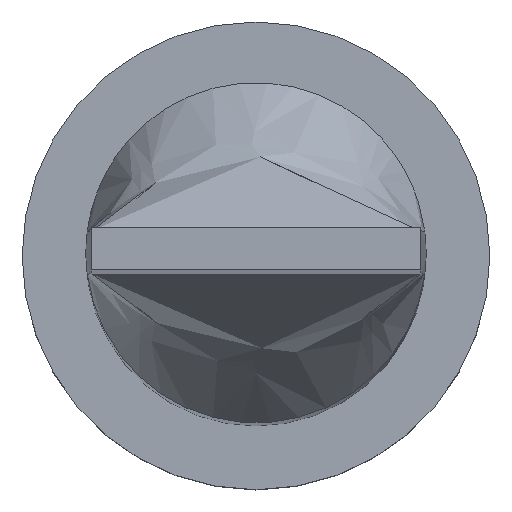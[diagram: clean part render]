
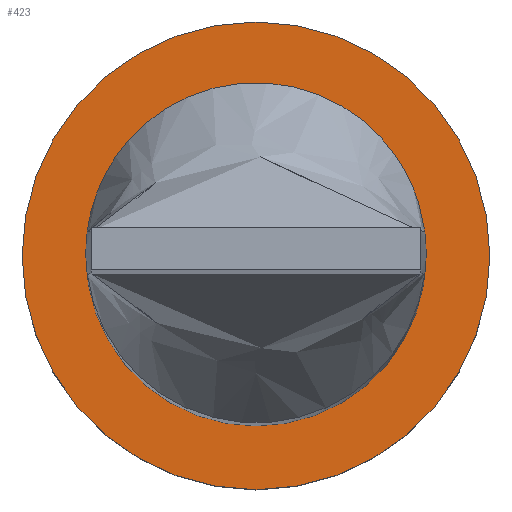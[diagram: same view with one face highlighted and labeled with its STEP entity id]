
A CAD part, top view. The second image highlights one B-rep face of the part: STEP entity #423.
In plain terms, the highlighted planar face has unit normal (0, 0, 1).
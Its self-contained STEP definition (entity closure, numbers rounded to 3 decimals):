
#2 = ORIENTED_EDGE ( 'NONE', *, *, #550, .F. ) ;
#3 = CIRCLE ( 'NONE', #237, 8. ) ;
#9 = PLANE ( 'NONE',  #439 ) ;
#22 = CARTESIAN_POINT ( 'NONE',  ( 8., 0., 7. ) ) ;
#25 = EDGE_LOOP ( 'NONE', ( #415, #235 ) ) ;
#26 = DIRECTION ( 'NONE',  ( 0., 0., 1. ) ) ;
#27 = CARTESIAN_POINT ( 'NONE',  ( 0., 0., 7. ) ) ;
#54 = CARTESIAN_POINT ( 'NONE',  ( 0., 0., 7. ) ) ;
#56 = CIRCLE ( 'NONE', #90, 11. ) ;
#60 = VERTEX_POINT ( 'NONE', #77 ) ;
#77 = CARTESIAN_POINT ( 'NONE',  ( 11., 0., 7. ) ) ;
#82 = EDGE_CURVE ( 'NONE', #60, #164, #560, .T. ) ;
#90 = AXIS2_PLACEMENT_3D ( 'NONE', #27, #231, #294 ) ;
#92 = VERTEX_POINT ( 'NONE', #559 ) ;
#101 = AXIS2_PLACEMENT_3D ( 'NONE', #54, #106, #397 ) ;
#106 = DIRECTION ( 'NONE',  ( 0., 0., 1. ) ) ;
#163 = VERTEX_POINT ( 'NONE', #22 ) ;
#164 = VERTEX_POINT ( 'NONE', #518 ) ;
#211 = FACE_OUTER_BOUND ( 'NONE', #25, .T. ) ;
#230 = DIRECTION ( 'NONE',  ( 1., 0., 0. ) ) ;
#231 = DIRECTION ( 'NONE',  ( 0., 0., 1. ) ) ;
#235 = ORIENTED_EDGE ( 'NONE', *, *, #82, .T. ) ;
#237 = AXIS2_PLACEMENT_3D ( 'NONE', #516, #307, #601 ) ;
#244 = AXIS2_PLACEMENT_3D ( 'NONE', #470, #26, #230 ) ;
#294 = DIRECTION ( 'NONE',  ( 1., 0., 0. ) ) ;
#307 = DIRECTION ( 'NONE',  ( 0., 0., 1. ) ) ;
#312 = EDGE_CURVE ( 'NONE', #92, #163, #3, .T. ) ;
#397 = DIRECTION ( 'NONE',  ( 1., 0., 0. ) ) ;
#407 = DIRECTION ( 'NONE',  ( 0., 0., 1. ) ) ;
#415 = ORIENTED_EDGE ( 'NONE', *, *, #471, .T. ) ;
#416 = DIRECTION ( 'NONE',  ( 1., 0., 0. ) ) ;
#423 = ADVANCED_FACE ( 'NONE', ( #511, #211 ), #9, .T. ) ;
#428 = EDGE_LOOP ( 'NONE', ( #463, #2 ) ) ;
#439 = AXIS2_PLACEMENT_3D ( 'NONE', #548, #407, #416 ) ;
#448 = CIRCLE ( 'NONE', #101, 8. ) ;
#463 = ORIENTED_EDGE ( 'NONE', *, *, #312, .F. ) ;
#470 = CARTESIAN_POINT ( 'NONE',  ( 0., 0., 7. ) ) ;
#471 = EDGE_CURVE ( 'NONE', #164, #60, #56, .T. ) ;
#511 = FACE_BOUND ( 'NONE', #428, .T. ) ;
#516 = CARTESIAN_POINT ( 'NONE',  ( 0., 0., 7. ) ) ;
#518 = CARTESIAN_POINT ( 'NONE',  ( -11., 0., 7. ) ) ;
#548 = CARTESIAN_POINT ( 'NONE',  ( 0., 0., 7. ) ) ;
#550 = EDGE_CURVE ( 'NONE', #163, #92, #448, .T. ) ;
#559 = CARTESIAN_POINT ( 'NONE',  ( -8., 0., 7. ) ) ;
#560 = CIRCLE ( 'NONE', #244, 11. ) ;
#601 = DIRECTION ( 'NONE',  ( 1., 0., 0. ) ) ;
